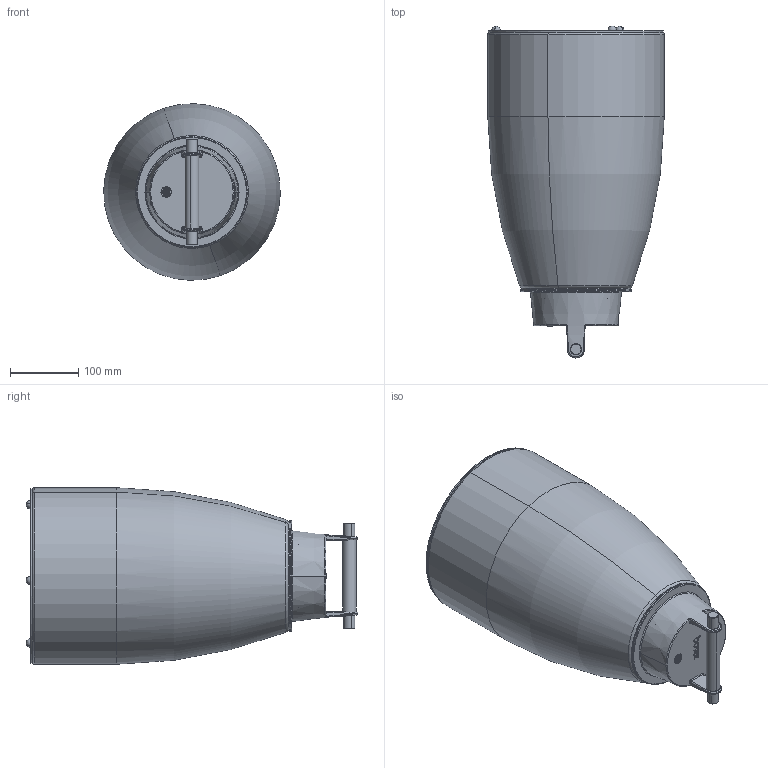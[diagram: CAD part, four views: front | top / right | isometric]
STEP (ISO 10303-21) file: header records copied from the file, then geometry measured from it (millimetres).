
FILE_DESCRIPTION (( 'STEP AP203' ), '1' );
FILE_NAME ('NANS PORTABLE M-49-R309093xxyyy.STEP', '2021-07-15T13:42:09', ( '' ), ( '' ), 'SwSTEP 2.0', 'SolidWorks 2019', '' );
FILE_SCHEMA (( 'CONFIG_CONTROL_DESIGN' ));
Length unit declared in the file: millimetre
Products named in the file (18): 000-SUB309-06; 000-CILINDRO GUIA LUZ; 000-309-088; 000-309-076; 000-309-091 MATERIALISE; 000-309-075; 000-309-063; 000-SUB309-03; 000-309-086; 000-309-082; 000-309-083; 000-D965-38A2_ISO 7046-1 - M3 x 5 - Z --- 5N; 000-D6798J-3.2A2; NANS PORTABLE M-49-R309093xxyyy; 000-196-007N; 000-309-074; 000-309-084; 000-309-095
Assembly tree (25 placements, depth 3):
  NANS PORTABLE M-49-R309093xxyyy
    000-SUB309-06
      000-309-074
      000-309-082
      000-196-007N
      000-309-083  x2
      000-309-091 MATERIALISE
      000-309-075
      000-309-076
      000-309-088
      000-D965-38A2_ISO 7046-1 - M3 x 5 - Z --- 5N  x4
      000-309-095
    000-309-063
    000-SUB309-03
      000-309-084
      000-309-086  x3
      000-D6798J-3.2A2  x3
    000-CILINDRO GUIA LUZ
Bounding box: 258.09 x 485 x 258.09 mm (x, y, z)
Volume: 283805.6 mm3; surface area: 835442.8 mm2
Topology: 23 solids, 41 shells, 1213 faces, 2880 edges, 1733 vertices
Faces by surface type: plane 379, cylinder 337, bspline 183, torus 164, cone 135, sphere 15
Entity records: 38334 total; most frequent: CARTESIAN_POINT 14515, ORIENTED_EDGE 4536, DIRECTION 4501, EDGE_CURVE 2268, AXIS2_PLACEMENT_3D 1826, VERTEX_POINT 1395, EDGE_LOOP 1105, ADVANCED_FACE 984
